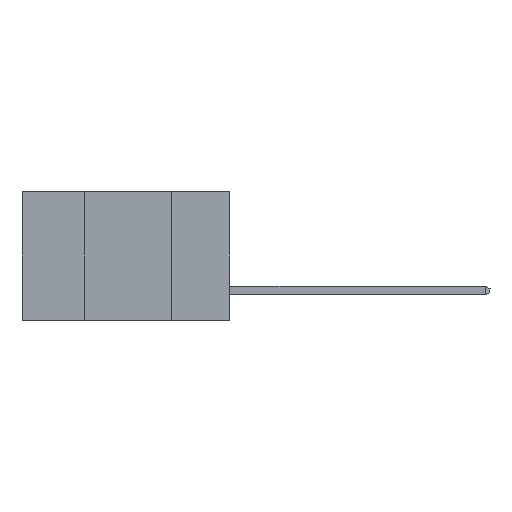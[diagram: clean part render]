
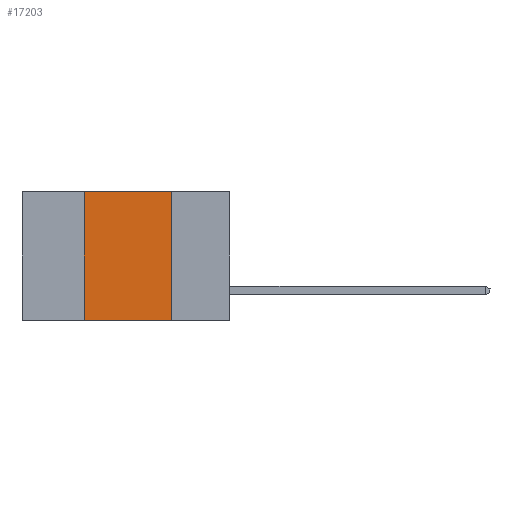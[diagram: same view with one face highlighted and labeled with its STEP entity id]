
A CAD part, left-side view. The second image highlights one B-rep face of the part: STEP entity #17203.
In plain terms, the highlighted planar face has unit normal (-1, 0, 0).
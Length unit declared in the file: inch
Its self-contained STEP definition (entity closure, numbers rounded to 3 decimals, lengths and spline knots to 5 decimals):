
#43 = ORIENTED_EDGE ( 'NONE', *, *, #1711, .F. ) ;
#432 = LINE ( 'NONE', #14229, #2726 ) ;
#450 = DIRECTION ( 'NONE',  ( 0., 0., 1. ) ) ;
#888 = CARTESIAN_POINT ( 'NONE',  ( 0., 0.17, 0. ) ) ;
#926 = ORIENTED_EDGE ( 'NONE', *, *, #11064, .F. ) ;
#1711 = EDGE_CURVE ( 'NONE', #18529, #15744, #6838, .T. ) ;
#2184 = CARTESIAN_POINT ( 'NONE',  ( 0., 0.17, -0.37 ) ) ;
#2509 = VERTEX_POINT ( 'NONE', #6267 ) ;
#2726 = VECTOR ( 'NONE', #3883, 39.37008 ) ;
#3883 = DIRECTION ( 'NONE',  ( 0., -1., 0. ) ) ;
#4251 = CARTESIAN_POINT ( 'NONE',  ( 0., 0.6, -0.37 ) ) ;
#4802 = DIRECTION ( 'NONE',  ( 0., 0., -1. ) ) ;
#4811 = VECTOR ( 'NONE', #450, 39.37008 ) ;
#6267 = CARTESIAN_POINT ( 'NONE',  ( 0., 0.17, -0.37 ) ) ;
#6785 = EDGE_CURVE ( 'NONE', #18529, #2509, #16484, .T. ) ;
#6838 = LINE ( 'NONE', #17122, #4811 ) ;
#7168 = VERTEX_POINT ( 'NONE', #888 ) ;
#8081 = CARTESIAN_POINT ( 'NONE',  ( 0., 0.6, 0. ) ) ;
#8110 = EDGE_CURVE ( 'NONE', #15744, #7168, #432, .T. ) ;
#8499 = DIRECTION ( 'NONE',  ( 1., 0., 0. ) ) ;
#10018 = AXIS2_PLACEMENT_3D ( 'NONE', #8081, #8499, #4802 ) ;
#11064 = EDGE_CURVE ( 'NONE', #7168, #2509, #19174, .T. ) ;
#11070 = CARTESIAN_POINT ( 'NONE',  ( 0., 0.42, 0. ) ) ;
#11838 = VECTOR ( 'NONE', #14275, 39.37008 ) ;
#11947 = CARTESIAN_POINT ( 'NONE',  ( 0., 0.42, -0.37 ) ) ;
#12846 = VECTOR ( 'NONE', #18822, 39.37008 ) ;
#14206 = ORIENTED_EDGE ( 'NONE', *, *, #6785, .T. ) ;
#14229 = CARTESIAN_POINT ( 'NONE',  ( 0., 0.6, 0. ) ) ;
#14275 = DIRECTION ( 'NONE',  ( 0., -1., 0. ) ) ;
#14628 = EDGE_LOOP ( 'NONE', ( #926, #16313, #43, #14206 ) ) ;
#14932 = PLANE ( 'NONE',  #10018 ) ;
#15744 = VERTEX_POINT ( 'NONE', #11070 ) ;
#16313 = ORIENTED_EDGE ( 'NONE', *, *, #8110, .F. ) ;
#16484 = LINE ( 'NONE', #4251, #11838 ) ;
#17122 = CARTESIAN_POINT ( 'NONE',  ( 0., 0.42, -0.37 ) ) ;
#17203 = ADVANCED_FACE ( 'NONE', ( #19904 ), #14932, .F. ) ;
#18529 = VERTEX_POINT ( 'NONE', #11947 ) ;
#18822 = DIRECTION ( 'NONE',  ( 0., 0., -1. ) ) ;
#19174 = LINE ( 'NONE', #2184, #12846 ) ;
#19904 = FACE_OUTER_BOUND ( 'NONE', #14628, .T. ) ;
